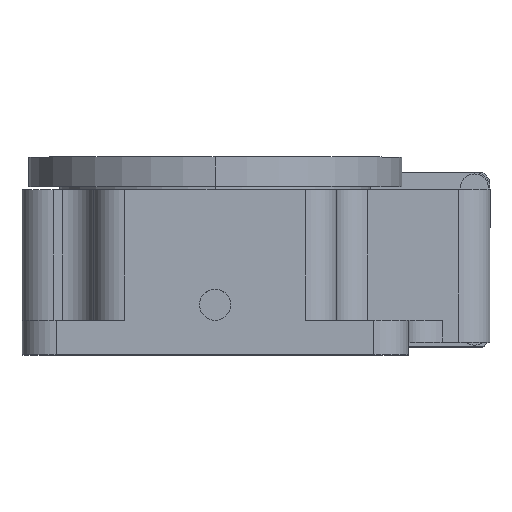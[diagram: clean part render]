
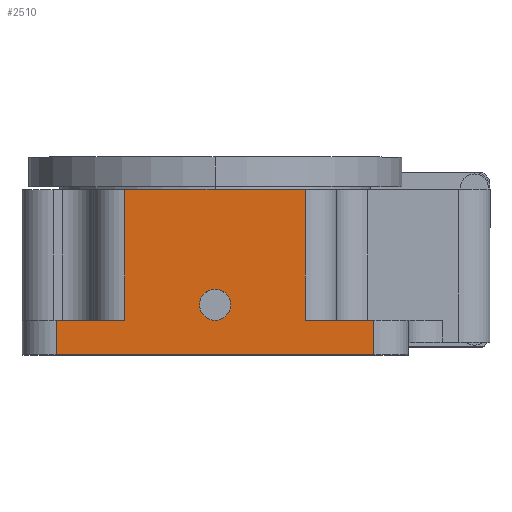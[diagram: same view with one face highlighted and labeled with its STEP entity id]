
A CAD part, top view. The second image highlights one B-rep face of the part: STEP entity #2510.
In plain terms, the highlighted face is planar.
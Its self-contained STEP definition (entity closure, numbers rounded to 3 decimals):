
#70 = CARTESIAN_POINT ( 'NONE',  ( 31., 26.5, 14.5 ) ) ;
#173 = VERTEX_POINT ( 'NONE', #1493 ) ;
#336 = ORIENTED_EDGE ( 'NONE', *, *, #8350, .T. ) ;
#873 = EDGE_LOOP ( 'NONE', ( #1321, #11191 ) ) ;
#890 = LINE ( 'NONE', #9725, #11428 ) ;
#977 = DIRECTION ( 'NONE',  ( 0., 0., 1. ) ) ;
#1099 = VERTEX_POINT ( 'NONE', #4331 ) ;
#1274 = CARTESIAN_POINT ( 'NONE',  ( 31., 5.5, 31. ) ) ;
#1321 = ORIENTED_EDGE ( 'NONE', *, *, #11093, .F. ) ;
#1482 = VECTOR ( 'NONE', #7087, 1000. ) ;
#1493 = CARTESIAN_POINT ( 'NONE',  ( 31., 8., -2.5 ) ) ;
#1636 = VERTEX_POINT ( 'NONE', #1974 ) ;
#1839 = DIRECTION ( 'NONE',  ( 1., 0., 0. ) ) ;
#1868 = VERTEX_POINT ( 'NONE', #5465 ) ;
#1873 = CARTESIAN_POINT ( 'NONE',  ( 31., 5.5, -14.5 ) ) ;
#1974 = CARTESIAN_POINT ( 'NONE',  ( 31., 8., 2.5 ) ) ;
#2046 = EDGE_CURVE ( 'NONE', #1636, #173, #5874, .T. ) ;
#2297 = ORIENTED_EDGE ( 'NONE', *, *, #4498, .T. ) ;
#2509 = LINE ( 'NONE', #10154, #10977 ) ;
#2510 = ADVANCED_FACE ( 'NONE', ( #4323, #11719 ), #5012, .F. ) ;
#2620 = CARTESIAN_POINT ( 'NONE',  ( 31., 0., -25.5 ) ) ;
#2750 = LINE ( 'NONE', #70, #8398 ) ;
#2765 = LINE ( 'NONE', #12328, #10150 ) ;
#3203 = CARTESIAN_POINT ( 'NONE',  ( 31., 26.5, -25.5 ) ) ;
#3273 = EDGE_CURVE ( 'NONE', #9495, #1099, #4416, .T. ) ;
#3332 = CIRCLE ( 'NONE', #10585, 2.5 ) ;
#3355 = LINE ( 'NONE', #1274, #11830 ) ;
#3495 = DIRECTION ( 'NONE',  ( 1., 0., 0. ) ) ;
#3825 = EDGE_CURVE ( 'NONE', #4123, #9495, #11903, .T. ) ;
#4079 = DIRECTION ( 'NONE',  ( 0., 0., 1. ) ) ;
#4123 = VERTEX_POINT ( 'NONE', #6655 ) ;
#4323 = FACE_BOUND ( 'NONE', #873, .T. ) ;
#4331 = CARTESIAN_POINT ( 'NONE',  ( 31., 26.5, -14.5 ) ) ;
#4385 = VECTOR ( 'NONE', #4079, 1000. ) ;
#4416 = LINE ( 'NONE', #9288, #12031 ) ;
#4498 = EDGE_CURVE ( 'NONE', #10298, #5688, #2750, .T. ) ;
#4707 = EDGE_CURVE ( 'NONE', #5688, #1868, #3355, .T. ) ;
#4716 = DIRECTION ( 'NONE',  ( 0., -1., 0. ) ) ;
#4875 = AXIS2_PLACEMENT_3D ( 'NONE', #6971, #10848, #977 ) ;
#4934 = EDGE_CURVE ( 'NONE', #4123, #8664, #890, .T. ) ;
#5012 = PLANE ( 'NONE',  #4875 ) ;
#5033 = DIRECTION ( 'NONE',  ( 0., 0., 1. ) ) ;
#5081 = CARTESIAN_POINT ( 'NONE',  ( 31., 5.5, -19.5 ) ) ;
#5243 = VERTEX_POINT ( 'NONE', #5453 ) ;
#5319 = ORIENTED_EDGE ( 'NONE', *, *, #3825, .T. ) ;
#5453 = CARTESIAN_POINT ( 'NONE',  ( 31., 0., 25.5 ) ) ;
#5465 = CARTESIAN_POINT ( 'NONE',  ( 31., 5.5, 25.5 ) ) ;
#5688 = VERTEX_POINT ( 'NONE', #10570 ) ;
#5874 = CIRCLE ( 'NONE', #7475, 2.5 ) ;
#6103 = ORIENTED_EDGE ( 'NONE', *, *, #4707, .T. ) ;
#6349 = DIRECTION ( 'NONE',  ( 0., 0., -1. ) ) ;
#6465 = ORIENTED_EDGE ( 'NONE', *, *, #9358, .T. ) ;
#6510 = ORIENTED_EDGE ( 'NONE', *, *, #3273, .T. ) ;
#6529 = EDGE_CURVE ( 'NONE', #10298, #1099, #11840, .T. ) ;
#6655 = CARTESIAN_POINT ( 'NONE',  ( 31., 5.5, -25.5 ) ) ;
#6971 = CARTESIAN_POINT ( 'NONE',  ( 31., 26.5, -25.5 ) ) ;
#7087 = DIRECTION ( 'NONE',  ( 0., 0., -1. ) ) ;
#7320 = DIRECTION ( 'NONE',  ( 0., 0., -1. ) ) ;
#7475 = AXIS2_PLACEMENT_3D ( 'NONE', #10487, #1839, #9486 ) ;
#8277 = DIRECTION ( 'NONE',  ( 0., 1., 0. ) ) ;
#8350 = EDGE_CURVE ( 'NONE', #1868, #5243, #2765, .T. ) ;
#8398 = VECTOR ( 'NONE', #11318, 1000. ) ;
#8548 = ORIENTED_EDGE ( 'NONE', *, *, #4934, .F. ) ;
#8549 = CARTESIAN_POINT ( 'NONE',  ( 31., 8., 0. ) ) ;
#8660 = EDGE_LOOP ( 'NONE', ( #5319, #6510, #11081, #2297, #6103, #336, #6465, #8548 ) ) ;
#8664 = VERTEX_POINT ( 'NONE', #2620 ) ;
#9288 = CARTESIAN_POINT ( 'NONE',  ( 31., 26.5, -14.5 ) ) ;
#9358 = EDGE_CURVE ( 'NONE', #5243, #8664, #2509, .T. ) ;
#9486 = DIRECTION ( 'NONE',  ( 0., 0., -1. ) ) ;
#9495 = VERTEX_POINT ( 'NONE', #1873 ) ;
#9725 = CARTESIAN_POINT ( 'NONE',  ( 31., 26.5, -25.5 ) ) ;
#10150 = VECTOR ( 'NONE', #12456, 1000. ) ;
#10154 = CARTESIAN_POINT ( 'NONE',  ( 31., 0., -25.5 ) ) ;
#10298 = VERTEX_POINT ( 'NONE', #11974 ) ;
#10487 = CARTESIAN_POINT ( 'NONE',  ( 31., 8., 0. ) ) ;
#10570 = CARTESIAN_POINT ( 'NONE',  ( 31., 5.5, 14.5 ) ) ;
#10585 = AXIS2_PLACEMENT_3D ( 'NONE', #8549, #3495, #7320 ) ;
#10848 = DIRECTION ( 'NONE',  ( -1., 0., 0. ) ) ;
#10977 = VECTOR ( 'NONE', #6349, 1000. ) ;
#11081 = ORIENTED_EDGE ( 'NONE', *, *, #6529, .F. ) ;
#11093 = EDGE_CURVE ( 'NONE', #173, #1636, #3332, .T. ) ;
#11191 = ORIENTED_EDGE ( 'NONE', *, *, #2046, .F. ) ;
#11318 = DIRECTION ( 'NONE',  ( 0., -1., 0. ) ) ;
#11428 = VECTOR ( 'NONE', #4716, 1000. ) ;
#11719 = FACE_OUTER_BOUND ( 'NONE', #8660, .T. ) ;
#11830 = VECTOR ( 'NONE', #5033, 1000. ) ;
#11840 = LINE ( 'NONE', #3203, #1482 ) ;
#11903 = LINE ( 'NONE', #5081, #4385 ) ;
#11974 = CARTESIAN_POINT ( 'NONE',  ( 31., 26.5, 14.5 ) ) ;
#12031 = VECTOR ( 'NONE', #8277, 1000. ) ;
#12328 = CARTESIAN_POINT ( 'NONE',  ( 31., 26.5, 25.5 ) ) ;
#12456 = DIRECTION ( 'NONE',  ( 0., -1., 0. ) ) ;
